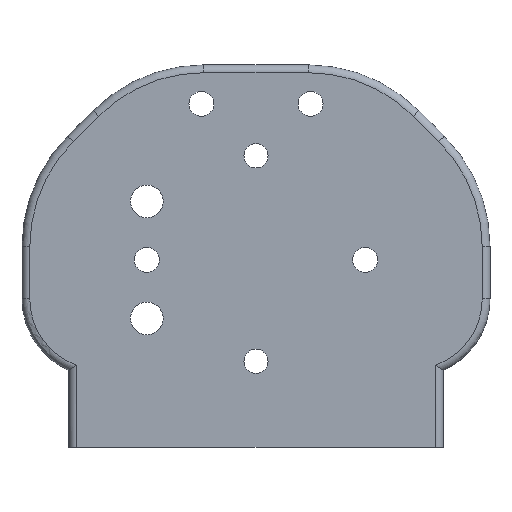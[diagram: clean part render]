
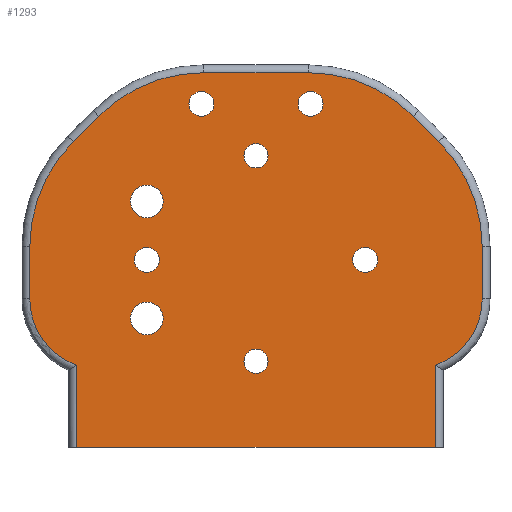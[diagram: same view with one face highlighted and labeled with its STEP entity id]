
A CAD part, front view. The second image highlights one B-rep face of the part: STEP entity #1293.
In plain terms, the highlighted planar face has unit normal (0, -1, 0).
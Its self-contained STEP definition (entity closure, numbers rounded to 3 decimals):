
#36=PLANE('',#1433);
#52=CIRCLE('',#1365,1.6);
#54=CIRCLE('',#1368,1.6);
#56=CIRCLE('',#1371,1.6);
#58=CIRCLE('',#1374,1.6);
#59=CIRCLE('',#1376,1.55);
#60=CIRCLE('',#1377,1.55);
#63=CIRCLE('',#1381,1.55);
#64=CIRCLE('',#1382,1.55);
#103=CIRCLE('',#1434,9.);
#104=CIRCLE('',#1435,9.);
#105=CIRCLE('',#1436,19.);
#106=CIRCLE('',#1437,19.);
#107=CIRCLE('',#1438,19.);
#108=CIRCLE('',#1439,19.);
#109=CIRCLE('',#1440,2.1);
#110=CIRCLE('',#1441,2.1);
#111=CIRCLE('',#1442,2.1);
#112=CIRCLE('',#1443,2.1);
#209=FACE_BOUND('',#332,.T.);
#210=FACE_BOUND('',#333,.T.);
#211=FACE_BOUND('',#334,.T.);
#212=FACE_BOUND('',#335,.T.);
#213=FACE_BOUND('',#336,.T.);
#214=FACE_BOUND('',#337,.T.);
#215=FACE_BOUND('',#338,.T.);
#216=FACE_BOUND('',#339,.T.);
#246=FACE_OUTER_BOUND('',#331,.T.);
#331=EDGE_LOOP('',(#999,#1000,#1001,#1002,#1003,#1004,#1005,#1006,#1007,
#1008,#1009,#1010,#1011,#1012));
#332=EDGE_LOOP('',(#1013,#1014));
#333=EDGE_LOOP('',(#1015,#1016));
#334=EDGE_LOOP('',(#1017));
#335=EDGE_LOOP('',(#1018));
#336=EDGE_LOOP('',(#1019));
#337=EDGE_LOOP('',(#1020));
#338=EDGE_LOOP('',(#1021,#1022));
#339=EDGE_LOOP('',(#1023,#1024));
#444=LINE('',#2617,#512);
#445=LINE('',#2619,#513);
#446=LINE('',#2621,#514);
#447=LINE('',#2625,#515);
#448=LINE('',#2629,#516);
#449=LINE('',#2633,#517);
#450=LINE('',#2637,#518);
#451=LINE('',#2640,#519);
#512=VECTOR('',#1729,10.515);
#513=VECTOR('',#1730,46.);
#514=VECTOR('',#1731,10.515);
#515=VECTOR('',#1734,6.716);
#516=VECTOR('',#1737,4.645);
#517=VECTOR('',#1740,13.431);
#518=VECTOR('',#1743,4.645);
#519=VECTOR('',#1746,6.716);
#569=VERTEX_POINT('',#2436);
#571=VERTEX_POINT('',#2442);
#573=VERTEX_POINT('',#2448);
#575=VERTEX_POINT('',#2454);
#576=VERTEX_POINT('',#2458);
#577=VERTEX_POINT('',#2459);
#580=VERTEX_POINT('',#2468);
#581=VERTEX_POINT('',#2469);
#640=VERTEX_POINT('',#2613);
#641=VERTEX_POINT('',#2614);
#642=VERTEX_POINT('',#2616);
#643=VERTEX_POINT('',#2618);
#644=VERTEX_POINT('',#2620);
#645=VERTEX_POINT('',#2622);
#646=VERTEX_POINT('',#2624);
#647=VERTEX_POINT('',#2626);
#648=VERTEX_POINT('',#2628);
#649=VERTEX_POINT('',#2630);
#650=VERTEX_POINT('',#2632);
#651=VERTEX_POINT('',#2634);
#652=VERTEX_POINT('',#2636);
#653=VERTEX_POINT('',#2638);
#654=VERTEX_POINT('',#2641);
#655=VERTEX_POINT('',#2642);
#656=VERTEX_POINT('',#2645);
#657=VERTEX_POINT('',#2646);
#700=EDGE_CURVE('',#569,#569,#52,.T.);
#703=EDGE_CURVE('',#571,#571,#54,.F.);
#706=EDGE_CURVE('',#573,#573,#56,.T.);
#709=EDGE_CURVE('',#575,#575,#58,.F.);
#710=EDGE_CURVE('',#576,#577,#59,.T.);
#711=EDGE_CURVE('',#577,#576,#60,.T.);
#715=EDGE_CURVE('',#580,#581,#63,.T.);
#716=EDGE_CURVE('',#581,#580,#64,.T.);
#787=EDGE_CURVE('',#640,#641,#103,.F.);
#788=EDGE_CURVE('',#641,#642,#444,.T.);
#789=EDGE_CURVE('',#642,#643,#445,.T.);
#790=EDGE_CURVE('',#643,#644,#446,.T.);
#791=EDGE_CURVE('',#644,#645,#104,.F.);
#792=EDGE_CURVE('',#645,#646,#447,.T.);
#793=EDGE_CURVE('',#646,#647,#105,.F.);
#794=EDGE_CURVE('',#647,#648,#448,.F.);
#795=EDGE_CURVE('',#648,#649,#106,.F.);
#796=EDGE_CURVE('',#649,#650,#449,.T.);
#797=EDGE_CURVE('',#650,#651,#107,.F.);
#798=EDGE_CURVE('',#651,#652,#450,.T.);
#799=EDGE_CURVE('',#652,#653,#108,.F.);
#800=EDGE_CURVE('',#653,#640,#451,.T.);
#801=EDGE_CURVE('',#654,#655,#109,.T.);
#802=EDGE_CURVE('',#655,#654,#110,.T.);
#803=EDGE_CURVE('',#656,#657,#111,.T.);
#804=EDGE_CURVE('',#657,#656,#112,.T.);
#999=ORIENTED_EDGE('',*,*,#787,.T.);
#1000=ORIENTED_EDGE('',*,*,#788,.T.);
#1001=ORIENTED_EDGE('',*,*,#789,.T.);
#1002=ORIENTED_EDGE('',*,*,#790,.T.);
#1003=ORIENTED_EDGE('',*,*,#791,.T.);
#1004=ORIENTED_EDGE('',*,*,#792,.T.);
#1005=ORIENTED_EDGE('',*,*,#793,.T.);
#1006=ORIENTED_EDGE('',*,*,#794,.T.);
#1007=ORIENTED_EDGE('',*,*,#795,.T.);
#1008=ORIENTED_EDGE('',*,*,#796,.T.);
#1009=ORIENTED_EDGE('',*,*,#797,.T.);
#1010=ORIENTED_EDGE('',*,*,#798,.T.);
#1011=ORIENTED_EDGE('',*,*,#799,.T.);
#1012=ORIENTED_EDGE('',*,*,#800,.T.);
#1013=ORIENTED_EDGE('',*,*,#715,.T.);
#1014=ORIENTED_EDGE('',*,*,#716,.T.);
#1015=ORIENTED_EDGE('',*,*,#710,.T.);
#1016=ORIENTED_EDGE('',*,*,#711,.T.);
#1017=ORIENTED_EDGE('',*,*,#709,.F.);
#1018=ORIENTED_EDGE('',*,*,#703,.F.);
#1019=ORIENTED_EDGE('',*,*,#700,.T.);
#1020=ORIENTED_EDGE('',*,*,#706,.T.);
#1021=ORIENTED_EDGE('',*,*,#801,.T.);
#1022=ORIENTED_EDGE('',*,*,#802,.T.);
#1023=ORIENTED_EDGE('',*,*,#803,.T.);
#1024=ORIENTED_EDGE('',*,*,#804,.T.);
#1293=ADVANCED_FACE('',(#246,#209,#210,#211,#212,#213,#214,#215,#216),#36,
 .F.);
#1365=AXIS2_PLACEMENT_3D('',#2438,#1553,#1554);
#1368=AXIS2_PLACEMENT_3D('',#2444,#1560,#1561);
#1371=AXIS2_PLACEMENT_3D('',#2450,#1567,#1568);
#1374=AXIS2_PLACEMENT_3D('',#2456,#1574,#1575);
#1376=AXIS2_PLACEMENT_3D('',#2460,#1578,#1579);
#1377=AXIS2_PLACEMENT_3D('',#2461,#1580,#1581);
#1381=AXIS2_PLACEMENT_3D('',#2470,#1589,#1590);
#1382=AXIS2_PLACEMENT_3D('',#2471,#1591,#1592);
#1433=AXIS2_PLACEMENT_3D('',#2612,#1725,#1726);
#1434=AXIS2_PLACEMENT_3D('',#2615,#1727,#1728);
#1435=AXIS2_PLACEMENT_3D('',#2623,#1732,#1733);
#1436=AXIS2_PLACEMENT_3D('',#2627,#1735,#1736);
#1437=AXIS2_PLACEMENT_3D('',#2631,#1738,#1739);
#1438=AXIS2_PLACEMENT_3D('',#2635,#1741,#1742);
#1439=AXIS2_PLACEMENT_3D('',#2639,#1744,#1745);
#1440=AXIS2_PLACEMENT_3D('',#2643,#1747,#1748);
#1441=AXIS2_PLACEMENT_3D('',#2644,#1749,#1750);
#1442=AXIS2_PLACEMENT_3D('',#2647,#1751,#1752);
#1443=AXIS2_PLACEMENT_3D('',#2648,#1753,#1754);
#1553=DIRECTION('center_axis',(0.,1.,0.));
#1554=DIRECTION('ref_axis',(0.,0.,1.));
#1560=DIRECTION('center_axis',(0.,1.,0.));
#1561=DIRECTION('ref_axis',(0.,0.,1.));
#1567=DIRECTION('center_axis',(0.,1.,0.));
#1568=DIRECTION('ref_axis',(0.,0.,1.));
#1574=DIRECTION('center_axis',(0.,1.,0.));
#1575=DIRECTION('ref_axis',(0.,0.,1.));
#1578=DIRECTION('center_axis',(0.,1.,0.));
#1579=DIRECTION('ref_axis',(0.,0.,1.));
#1580=DIRECTION('center_axis',(0.,1.,0.));
#1581=DIRECTION('ref_axis',(0.,0.,1.));
#1589=DIRECTION('center_axis',(0.,1.,0.));
#1590=DIRECTION('ref_axis',(0.,0.,1.));
#1591=DIRECTION('center_axis',(0.,1.,0.));
#1592=DIRECTION('ref_axis',(0.,0.,1.));
#1725=DIRECTION('center_axis',(0.,1.,0.));
#1726=DIRECTION('ref_axis',(0.,0.,1.));
#1727=DIRECTION('center_axis',(0.,1.,0.));
#1728=DIRECTION('ref_axis',(0.,0.,1.));
#1729=DIRECTION('',(0.,0.,-1.));
#1730=DIRECTION('',(1.,0.,0.));
#1731=DIRECTION('',(0.,0.,1.));
#1732=DIRECTION('center_axis',(0.,1.,0.));
#1733=DIRECTION('ref_axis',(0.,0.,1.));
#1734=DIRECTION('',(0.,0.,1.));
#1735=DIRECTION('center_axis',(0.,1.,0.));
#1736=DIRECTION('ref_axis',(0.,0.,1.));
#1737=DIRECTION('',(0.707,0.,-0.707));
#1738=DIRECTION('center_axis',(0.,1.,0.));
#1739=DIRECTION('ref_axis',(0.,0.,1.));
#1740=DIRECTION('',(-1.,0.,0.));
#1741=DIRECTION('center_axis',(0.,1.,0.));
#1742=DIRECTION('ref_axis',(0.,0.,1.));
#1743=DIRECTION('',(-0.707,0.,-0.707));
#1744=DIRECTION('center_axis',(0.,1.,0.));
#1745=DIRECTION('ref_axis',(0.,0.,1.));
#1746=DIRECTION('',(0.,0.,-1.));
#1747=DIRECTION('center_axis',(0.,1.,0.));
#1748=DIRECTION('ref_axis',(0.,0.,1.));
#1749=DIRECTION('center_axis',(0.,1.,0.));
#1750=DIRECTION('ref_axis',(0.,0.,1.));
#1751=DIRECTION('center_axis',(0.,1.,0.));
#1752=DIRECTION('ref_axis',(0.,0.,1.));
#1753=DIRECTION('center_axis',(0.,1.,0.));
#1754=DIRECTION('ref_axis',(0.,0.,1.));
#2436=CARTESIAN_POINT('',(37.,0.,-3.4));
#2438=CARTESIAN_POINT('Origin',(37.,0.,-5.));
#2442=CARTESIAN_POINT('',(23.,0.,-3.4));
#2444=CARTESIAN_POINT('Origin',(23.,0.,-5.));
#2448=CARTESIAN_POINT('',(44.,0.,-23.4));
#2450=CARTESIAN_POINT('Origin',(44.,0.,-25.));
#2454=CARTESIAN_POINT('',(16.,0.,-23.4));
#2456=CARTESIAN_POINT('Origin',(16.,0.,-25.));
#2458=CARTESIAN_POINT('',(30.,0.,-10.117));
#2459=CARTESIAN_POINT('',(30.,0.,-13.217));
#2460=CARTESIAN_POINT('Origin',(30.,0.,-11.667));
#2461=CARTESIAN_POINT('Origin',(30.,0.,-11.667));
#2468=CARTESIAN_POINT('',(30.,0.,-36.45));
#2469=CARTESIAN_POINT('',(30.,0.,-39.55));
#2470=CARTESIAN_POINT('Origin',(30.,0.,-38.));
#2471=CARTESIAN_POINT('Origin',(30.,0.,-38.));
#2612=CARTESIAN_POINT('Origin',(0.,0.,0.));
#2613=CARTESIAN_POINT('',(1.,0.,-30.));
#2614=CARTESIAN_POINT('',(7.,0.,-38.485));
#2615=CARTESIAN_POINT('Origin',(10.,0.,-30.));
#2616=CARTESIAN_POINT('',(7.,0.,-49.));
#2617=CARTESIAN_POINT('',(7.,0.,-38.485));
#2618=CARTESIAN_POINT('',(53.,0.,-49.));
#2619=CARTESIAN_POINT('',(7.,0.,-49.));
#2620=CARTESIAN_POINT('',(53.,0.,-38.485));
#2621=CARTESIAN_POINT('',(53.,0.,-49.));
#2622=CARTESIAN_POINT('',(59.,0.,-30.));
#2623=CARTESIAN_POINT('Origin',(50.,0.,-30.));
#2624=CARTESIAN_POINT('',(59.,0.,-23.284));
#2625=CARTESIAN_POINT('',(59.,0.,-30.));
#2626=CARTESIAN_POINT('',(53.435,0.,-9.849));
#2627=CARTESIAN_POINT('Origin',(40.,0.,-23.284));
#2628=CARTESIAN_POINT('',(50.151,0.,-6.565));
#2629=CARTESIAN_POINT('',(50.151,0.,-6.565));
#2630=CARTESIAN_POINT('',(36.716,0.,-1.));
#2631=CARTESIAN_POINT('Origin',(36.716,0.,-20.));
#2632=CARTESIAN_POINT('',(23.284,0.,-1.));
#2633=CARTESIAN_POINT('',(36.716,0.,-1.));
#2634=CARTESIAN_POINT('',(9.849,0.,-6.565));
#2635=CARTESIAN_POINT('Origin',(23.284,0.,-20.));
#2636=CARTESIAN_POINT('',(6.565,0.,-9.849));
#2637=CARTESIAN_POINT('',(9.849,0.,-6.565));
#2638=CARTESIAN_POINT('',(1.,0.,-23.284));
#2639=CARTESIAN_POINT('Origin',(20.,0.,-23.284));
#2640=CARTESIAN_POINT('',(1.,0.,-23.284));
#2641=CARTESIAN_POINT('',(16.,0.,-15.4));
#2642=CARTESIAN_POINT('',(16.,0.,-19.6));
#2643=CARTESIAN_POINT('Origin',(16.,0.,-17.5));
#2644=CARTESIAN_POINT('Origin',(16.,0.,-17.5));
#2645=CARTESIAN_POINT('',(16.,0.,-30.4));
#2646=CARTESIAN_POINT('',(16.,0.,-34.6));
#2647=CARTESIAN_POINT('Origin',(16.,0.,-32.5));
#2648=CARTESIAN_POINT('Origin',(16.,0.,-32.5));
